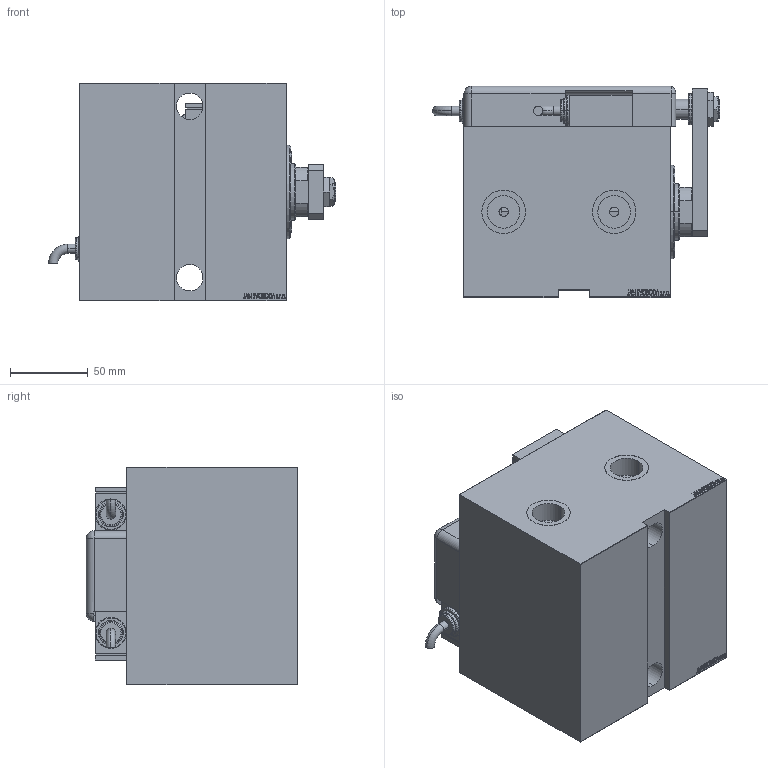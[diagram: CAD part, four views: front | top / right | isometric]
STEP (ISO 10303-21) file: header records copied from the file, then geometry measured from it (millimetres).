
FILE_DESCRIPTION (( 'STEP AP203' ), '1' );
FILE_NAME ('fd33.STEP', '2021-04-19T11:41:22', ( '' ), ( '' ), 'SwSTEP 2.0', 'SolidWorks 2019', '' );
FILE_SCHEMA (( 'CONFIG_CONTROL_DESIGN' ));
Length unit declared in the file: millimetre
Products named in the file (13): ZARAZKA_Q 9247069e5a37726f45857d8ea73e7010; V450CM_E 9247069e5a37726f45857d8ea73e7010; V450CM_E_VCP 9247069e5a37726f45857d8ea73e7010; fd33; SWITCH Q 9247069e5a37726f45857d8ea73e7010; NUT_D13 9247069e5a37726f45857d8ea73e7010; NUT_D19 9247069e5a37726f45857d8ea73e7010; TYC 9247069e5a37726f45857d8ea73e7010; KRYT 9247069e5a37726f45857d8ea73e7010; V450CM_VC_B 9247069e5a37726f45857d8ea73e7010; SWITCH_Q_FRONT_BACK 9247069e5a37726f45857d8ea73e7010; SWITCH DIM A_G 9247069e5a37726f45857d8ea73e7010; MAGNETIC SWITCH Q 9247069e5a37726f45857d8ea73e7010
Assembly tree (13 placements, depth 3):
  fd33
    V450CM_E 9247069e5a37726f45857d8ea73e7010
    V450CM_E_VCP 9247069e5a37726f45857d8ea73e7010
    V450CM_VC_B 9247069e5a37726f45857d8ea73e7010
    MAGNETIC SWITCH Q 9247069e5a37726f45857d8ea73e7010
      SWITCH_Q_FRONT_BACK 9247069e5a37726f45857d8ea73e7010
      TYC 9247069e5a37726f45857d8ea73e7010
      ZARAZKA_Q 9247069e5a37726f45857d8ea73e7010
      SWITCH DIM A_G 9247069e5a37726f45857d8ea73e7010
      NUT_D19 9247069e5a37726f45857d8ea73e7010
      NUT_D13 9247069e5a37726f45857d8ea73e7010
      KRYT 9247069e5a37726f45857d8ea73e7010
      SWITCH Q 9247069e5a37726f45857d8ea73e7010  x2
Bounding box: 184.46 x 135.8 x 140 mm (x, y, z)
Volume: 1877702.1 mm3; surface area: 259296.5 mm2
Topology: 13 solids, 13 shells, 1252 faces, 3178 edges, 2098 vertices
Faces by surface type: plane 622, bspline 471, cylinder 113, cone 22, torus 22, sphere 2
Entity records: 59303 total; most frequent: CARTESIAN_POINT 31580, ORIENTED_EDGE 6160, DIRECTION 3896, EDGE_CURVE 3080, VERTEX_POINT 2038, LINE 1844, VECTOR 1844, EDGE_LOOP 1382
